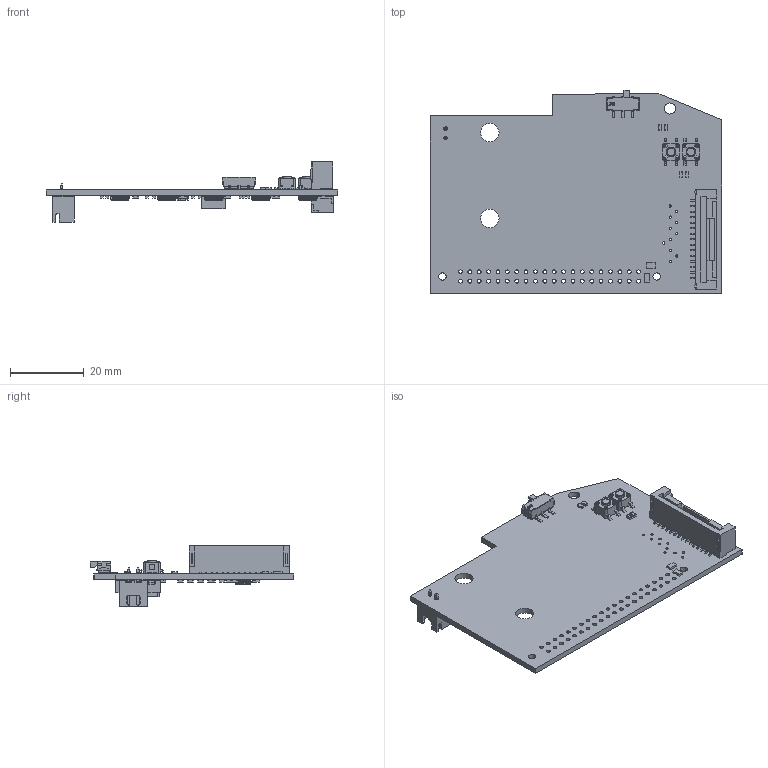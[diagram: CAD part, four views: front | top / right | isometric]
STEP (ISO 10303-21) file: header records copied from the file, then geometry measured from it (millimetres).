
FILE_DESCRIPTION(('Open CASCADE Model'),'2;1');
FILE_NAME('Open CASCADE Shape Model','2023-05-07T21:14:04',('Author'),( 'Open CASCADE'),'Open CASCADE STEP processor 7.5','Open CASCADE 7.5' ,'Unknown');
FILE_SCHEMA(('AUTOMOTIVE_DESIGN { 1 0 10303 214 1 1 1 1 }'));
Length unit declared in the file: millimetre
Products named in the file (89): PCB; Board; Open CASCADE STEP translator 7.5 1.1.1; R6; 6393004784; Extruded; 6393004544; R5; R23; 6393006224; 6393005984; R1; R38; R37; R36; R35; R34; R33; R32; R31; R30; R29; R28; R27; R26; R25; R24; U7; 6393005424; U6; R22; R21; R20; Q2; SOT23-3; Q1; S4; JS102011SAQN--3DModel-Eagle-1; J6; B2B-XH-A(LF)(SN)--3DModel-STEP-56544 ...
Assembly tree (239 placements, depth 4):
  PCB
    Board
      Open CASCADE STEP translator 7.5 1.1.1
    R6
      6393004784  x2
        Extruded
      6393004544
        Extruded
    R5
      6393004544
        Extruded
      6393004784  x2
        Extruded
    R23
      6393006224  x2
        Extruded
      6393005984
        Extruded
    R1
      6393004784  x2
        Extruded
      6393004544
        Extruded
    R38
      6393004784  x2
        Extruded
      6393004544
        Extruded
    R37
      6393004784  x2
        Extruded
      6393004544
        Extruded
    R36
      6393004784  x2
        Extruded
      6393004544
        Extruded
    R35
      6393004544
        Extruded
      6393004784  x2
        Extruded
    R34
      6393004784  x2
        Extruded
      6393004544
        Extruded
    R33
      6393004784  x2
        Extruded
      6393004544
        Extruded
    R32
      6393004784  x2
        Extruded
      6393004544
        Extruded
    R31
      6393004784  x2
Bounding box: 79 x 55.11 x 16.3 mm (x, y, z)
Volume: 7886.7 mm3; surface area: 12227.7 mm2
Topology: 231 solids, 239 shells, 3267 faces, 7934 edges, 5188 vertices
Faces by surface type: plane 2485, cylinder 599, bspline 86, extrusion 47, sphere 42, cone 6, torus 2
Full cylindrical faces by diameter (mm): 0.636 x11, 0.65 x8, 0.7 x8, 0.95 x8, 1 x4, 1.02 x40, 1.04 x2, 2 x2, 2.6 x2, 3 x1, 5 x2
Entity records: 39552 total; most frequent: CARTESIAN_POINT 8567, ORIENTED_EDGE 5740, DIRECTION 5533, EDGE_CURVE 2870, VECTOR 2263, LINE 2216, VERTEX_POINT 1858, AXIS2_PLACEMENT_3D 1635
